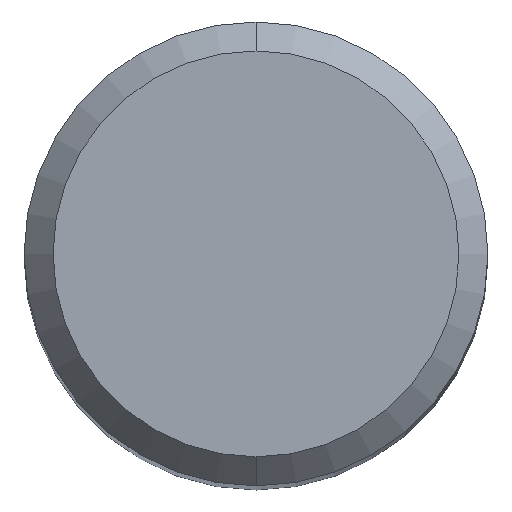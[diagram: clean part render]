
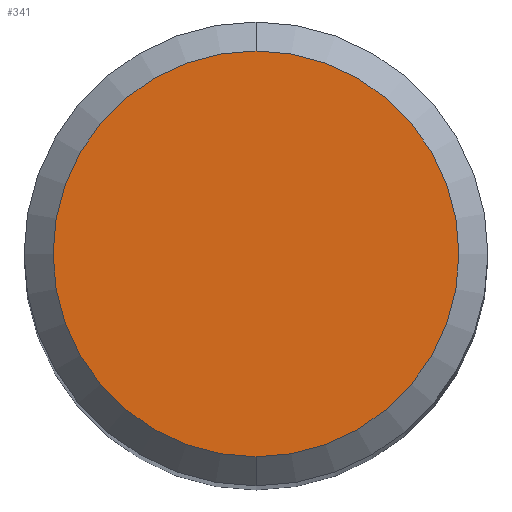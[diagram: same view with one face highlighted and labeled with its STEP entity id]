
A CAD part, top view. The second image highlights one B-rep face of the part: STEP entity #341.
In plain terms, the highlighted planar face has unit normal (0, 0, 1).
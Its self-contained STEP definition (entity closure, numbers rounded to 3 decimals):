
#185=EDGE_CURVE('',#281,#253,#424,.T.);
#193=EDGE_CURVE('',#253,#281,#432,.T.);
#253=VERTEX_POINT('',#502);
#281=VERTEX_POINT('',#534);
#341=ADVANCED_FACE('',(#599),#600,.T.);
#424=CIRCLE('',#690,2.8);
#432=CIRCLE('',#703,2.8);
#502=CARTESIAN_POINT('',(0.0,2.8,0.0));
#534=CARTESIAN_POINT('',(0.,-2.8,0.0));
#599=FACE_OUTER_BOUND('',#916,.T.);
#600=PLANE('',#917);
#690=AXIS2_PLACEMENT_3D('',#1014,#1015,#1016);
#703=AXIS2_PLACEMENT_3D('',#1019,#1020,#1021);
#916=EDGE_LOOP('',(#1231,#1232));
#917=AXIS2_PLACEMENT_3D('',#1233,#1234,#1235);
#1014=CARTESIAN_POINT('',(0.0,0.0,0.0));
#1015=DIRECTION('',(0.0,0.0,-1.0));
#1016=DIRECTION('',(0.0,1.0,0.0));
#1019=CARTESIAN_POINT('',(0.0,0.0,0.0));
#1020=DIRECTION('',(0.0,0.0,-1.0));
#1021=DIRECTION('',(0.0,1.0,0.0));
#1231=ORIENTED_EDGE('',*,*,#193,.F.);
#1232=ORIENTED_EDGE('',*,*,#185,.F.);
#1233=CARTESIAN_POINT('',(0.0,1.4,0.0));
#1234=DIRECTION('',(-0.0,0.0,1.0));
#1235=DIRECTION('',(0.0,-1.0,0.0));
